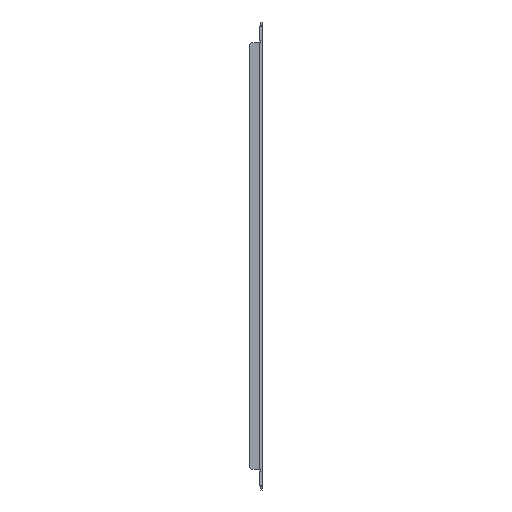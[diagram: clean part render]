
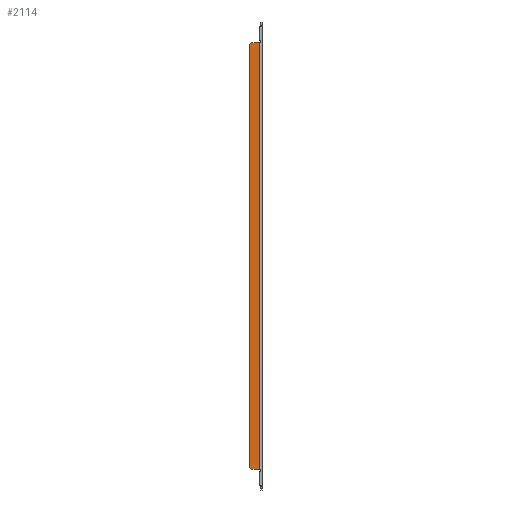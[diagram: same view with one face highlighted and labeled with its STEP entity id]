
A CAD part, left-side view. The second image highlights one B-rep face of the part: STEP entity #2114.
In plain terms, the highlighted planar face has unit normal (-1, 0, 0).
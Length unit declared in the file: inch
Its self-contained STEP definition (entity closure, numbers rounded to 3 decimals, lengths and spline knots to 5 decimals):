
#24 = DIRECTION ( 'NONE',  ( 1., 0., 0. ) ) ;
#71 = EDGE_CURVE ( 'NONE', #555, #1104, #2932, .T. ) ;
#75 = CARTESIAN_POINT ( 'NONE',  ( -11.085, 0.75, -12.725 ) ) ;
#90 = CARTESIAN_POINT ( 'NONE',  ( -11.085, 0.625, -12.85 ) ) ;
#97 = ORIENTED_EDGE ( 'NONE', *, *, #2086, .T. ) ;
#109 = AXIS2_PLACEMENT_3D ( 'NONE', #1493, #24, #4411 ) ;
#135 = CARTESIAN_POINT ( 'NONE',  ( -11.085, 0.171, 12.85 ) ) ;
#140 = DIRECTION ( 'NONE',  ( 0., 1., 0. ) ) ;
#157 = EDGE_CURVE ( 'NONE', #555, #3865, #1696, .T. ) ;
#296 = CARTESIAN_POINT ( 'NONE',  ( -11.085, 0.171, 12.85 ) ) ;
#358 = LINE ( 'NONE', #4426, #1953 ) ;
#458 = VECTOR ( 'NONE', #4631, 39.37008 ) ;
#465 = CARTESIAN_POINT ( 'NONE',  ( -11.085, 0.75, -14.085 ) ) ;
#480 = EDGE_CURVE ( 'NONE', #3880, #2476, #711, .T. ) ;
#535 = ORIENTED_EDGE ( 'NONE', *, *, #3754, .F. ) ;
#536 = ORIENTED_EDGE ( 'NONE', *, *, #71, .F. ) ;
#555 = VERTEX_POINT ( 'NONE', #4257 ) ;
#578 = LINE ( 'NONE', #1301, #458 ) ;
#706 = AXIS2_PLACEMENT_3D ( 'NONE', #1236, #1219, #140 ) ;
#711 = LINE ( 'NONE', #135, #818 ) ;
#818 = VECTOR ( 'NONE', #3108, 39.37008 ) ;
#826 = DIRECTION ( 'NONE',  ( 0., -1., 0. ) ) ;
#987 = DIRECTION ( 'NONE',  ( 0., 0.707, 0.707 ) ) ;
#1046 = EDGE_CURVE ( 'NONE', #1501, #3865, #358, .T. ) ;
#1060 = ORIENTED_EDGE ( 'NONE', *, *, #157, .T. ) ;
#1067 = CARTESIAN_POINT ( 'NONE',  ( -11.085, 0.143, 12.85662 ) ) ;
#1083 = VECTOR ( 'NONE', #2317, 39.37008 ) ;
#1104 = VERTEX_POINT ( 'NONE', #90 ) ;
#1219 = DIRECTION ( 'NONE',  ( 1., 0., 0. ) ) ;
#1236 = CARTESIAN_POINT ( 'NONE',  ( -11.085, 0.171, 12.9125 ) ) ;
#1301 = CARTESIAN_POINT ( 'NONE',  ( -11.085, 0.75, -14.085 ) ) ;
#1418 = ORIENTED_EDGE ( 'NONE', *, *, #480, .F. ) ;
#1431 = LINE ( 'NONE', #3034, #1083 ) ;
#1440 = EDGE_CURVE ( 'NONE', #2277, #1752, #578, .T. ) ;
#1443 = VECTOR ( 'NONE', #987, 39.37008 ) ;
#1493 = CARTESIAN_POINT ( 'NONE',  ( -11.085, 0.171, -12.9125 ) ) ;
#1501 = VERTEX_POINT ( 'NONE', #1067 ) ;
#1696 = CIRCLE ( 'NONE', #109, 0.0625 ) ;
#1726 = CARTESIAN_POINT ( 'NONE',  ( -11.085, 0.143, -12.85662 ) ) ;
#1752 = VERTEX_POINT ( 'NONE', #75 ) ;
#1953 = VECTOR ( 'NONE', #4071, 39.37008 ) ;
#2086 = EDGE_CURVE ( 'NONE', #1501, #2476, #3090, .T. ) ;
#2114 = ADVANCED_FACE ( 'NONE', ( #3846 ), #2264, .T. ) ;
#2264 = PLANE ( 'NONE',  #4201 ) ;
#2277 = VERTEX_POINT ( 'NONE', #2374 ) ;
#2317 = DIRECTION ( 'NONE',  ( 0., -0.707, 0.707 ) ) ;
#2374 = CARTESIAN_POINT ( 'NONE',  ( -11.085, 0.75, 12.725 ) ) ;
#2475 = DIRECTION ( 'NONE',  ( 0., 1., 0. ) ) ;
#2476 = VERTEX_POINT ( 'NONE', #296 ) ;
#2581 = ORIENTED_EDGE ( 'NONE', *, *, #3331, .F. ) ;
#2710 = VECTOR ( 'NONE', #2475, 39.37008 ) ;
#2932 = LINE ( 'NONE', #3978, #2710 ) ;
#2988 = ORIENTED_EDGE ( 'NONE', *, *, #1046, .F. ) ;
#3013 = EDGE_LOOP ( 'NONE', ( #536, #1060, #2988, #97, #1418, #535, #3198, #2581 ) ) ;
#3034 = CARTESIAN_POINT ( 'NONE',  ( -11.085, 0.625, 12.85 ) ) ;
#3090 = CIRCLE ( 'NONE', #706, 0.0625 ) ;
#3108 = DIRECTION ( 'NONE',  ( 0., -1., 0. ) ) ;
#3198 = ORIENTED_EDGE ( 'NONE', *, *, #1440, .T. ) ;
#3331 = EDGE_CURVE ( 'NONE', #1104, #1752, #4439, .T. ) ;
#3754 = EDGE_CURVE ( 'NONE', #2277, #3880, #1431, .T. ) ;
#3846 = FACE_OUTER_BOUND ( 'NONE', #3013, .T. ) ;
#3865 = VERTEX_POINT ( 'NONE', #1726 ) ;
#3880 = VERTEX_POINT ( 'NONE', #4323 ) ;
#3978 = CARTESIAN_POINT ( 'NONE',  ( -11.085, 0.75, -12.85 ) ) ;
#4071 = DIRECTION ( 'NONE',  ( 0., 0., -1. ) ) ;
#4201 = AXIS2_PLACEMENT_3D ( 'NONE', #465, #4561, #826 ) ;
#4257 = CARTESIAN_POINT ( 'NONE',  ( -11.085, 0.171, -12.85 ) ) ;
#4318 = CARTESIAN_POINT ( 'NONE',  ( -11.085, 0.75, -12.725 ) ) ;
#4323 = CARTESIAN_POINT ( 'NONE',  ( -11.085, 0.625, 12.85 ) ) ;
#4411 = DIRECTION ( 'NONE',  ( 0., 1., 0. ) ) ;
#4426 = CARTESIAN_POINT ( 'NONE',  ( -11.085, 0.143, 13.888 ) ) ;
#4439 = LINE ( 'NONE', #4318, #1443 ) ;
#4561 = DIRECTION ( 'NONE',  ( -1., 0., 0. ) ) ;
#4631 = DIRECTION ( 'NONE',  ( 0., 0., -1. ) ) ;
